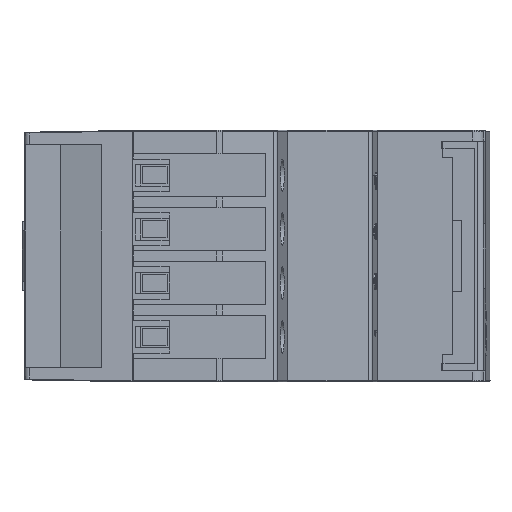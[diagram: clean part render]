
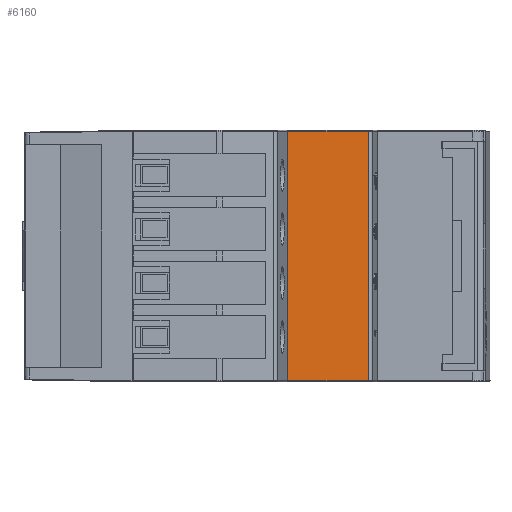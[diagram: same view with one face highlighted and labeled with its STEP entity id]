
A CAD part, front view. The second image highlights one B-rep face of the part: STEP entity #6160.
In plain terms, the highlighted planar face has unit normal (0.043, -0.999, 0).
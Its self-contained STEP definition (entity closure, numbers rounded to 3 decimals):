
#6160=ADVANCED_FACE('',(#32738),#32740,.T.);
#32738=FACE_BOUND('',#32739,.T.);
#32739=EDGE_LOOP('',(#72264,#72265,#72266,#72267));
#32740=PLANE('',#32741);
#32741=AXIS2_PLACEMENT_3D('',#32742,#32743,#32744);
#32742=CARTESIAN_POINT('',(0.,-31.,0.));
#32743=DIRECTION('',(0.043,-0.999,0.));
#32744=DIRECTION('',(0.999,0.043,0.));
#72264=ORIENTED_EDGE('',*,*,#78684,.T.);
#72265=ORIENTED_EDGE('',*,*,#78481,.F.);
#72266=ORIENTED_EDGE('',*,*,#78930,.F.);
#72267=ORIENTED_EDGE('',*,*,#78510,.T.);
#78481=EDGE_CURVE('',#84081,#84084,#84086,.T.);
#78510=EDGE_CURVE('',#84124,#84121,#84125,.T.);
#78684=EDGE_CURVE('',#84121,#84084,#84390,.T.);
#78930=EDGE_CURVE('',#84124,#84081,#84790,.T.);
#84081=VERTEX_POINT('',#95027);
#84084=VERTEX_POINT('',#95035);
#84086=LINE('',#95040,#95041);
#84121=VERTEX_POINT('',#95139);
#84124=VERTEX_POINT('',#95148);
#84125=LINE('',#95149,#95150);
#84390=LINE('',#96077,#96078);
#84790=LINE('',#96987,#96988);
#95027=CARTESIAN_POINT('',(0.,-31.,34.85));
#95035=CARTESIAN_POINT('',(11.224,-30.522,34.85));
#95040=CARTESIAN_POINT('',(0.,-31.,34.85));
#95041=VECTOR('',#95042,1.);
#95042=DIRECTION('',(0.999,0.043,0.));
#95139=CARTESIAN_POINT('',(11.224,-30.522,0.15));
#95148=CARTESIAN_POINT('',(0.,-31.,0.15));
#95149=CARTESIAN_POINT('',(0.,-31.,0.15));
#95150=VECTOR('',#95151,1.);
#95151=DIRECTION('',(0.999,0.043,0.));
#96077=CARTESIAN_POINT('',(11.224,-30.522,0.15));
#96078=VECTOR('',#96079,1.);
#96079=DIRECTION('',(0.,0.,1.));
#96987=CARTESIAN_POINT('',(0.,-31.,0.15));
#96988=VECTOR('',#96989,1.);
#96989=DIRECTION('',(0.,0.,1.));
